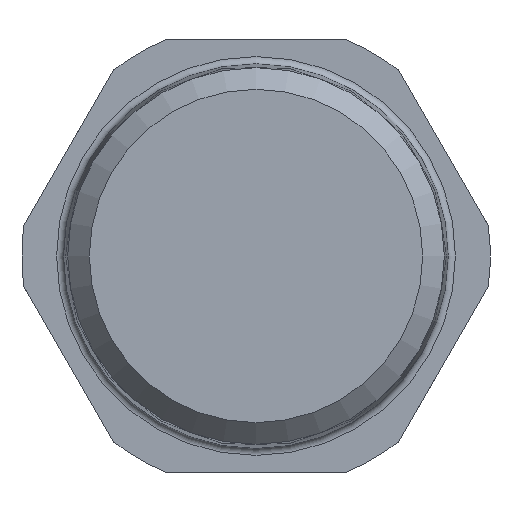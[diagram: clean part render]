
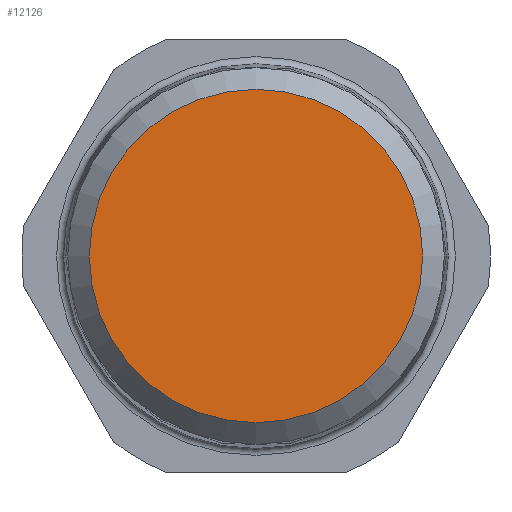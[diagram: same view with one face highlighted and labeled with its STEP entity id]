
A CAD part, left-side view. The second image highlights one B-rep face of the part: STEP entity #12126.
In plain terms, the highlighted planar face has unit normal (-1, 0, 0).
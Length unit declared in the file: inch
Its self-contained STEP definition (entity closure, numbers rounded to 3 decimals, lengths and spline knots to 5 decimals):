
#1417=CIRCLE('',#13298,0.45535);
#1418=CIRCLE('',#13299,0.45535);
#2211=FACE_OUTER_BOUND('',#2904,.T.);
#2904=EDGE_LOOP('',(#11038,#11039));
#5751=VERTEX_POINT('',#24890);
#5752=VERTEX_POINT('',#24891);
#7525=EDGE_CURVE('',#5751,#5752,#1417,.T.);
#7526=EDGE_CURVE('',#5752,#5751,#1418,.T.);
#11038=ORIENTED_EDGE('',*,*,#7525,.F.);
#11039=ORIENTED_EDGE('',*,*,#7526,.F.);
#11490=PLANE('',#13297);
#12126=ADVANCED_FACE('',(#2211),#11490,.T.);
#13297=AXIS2_PLACEMENT_3D('',#24889,#16085,#16086);
#13298=AXIS2_PLACEMENT_3D('',#24892,#16087,#16088);
#13299=AXIS2_PLACEMENT_3D('',#24893,#16089,#16090);
#16085=DIRECTION('center_axis',(-1.,0.,0.));
#16086=DIRECTION('ref_axis',(0.,0.,
-1.));
#16087=DIRECTION('center_axis',(1.,0.,0.));
#16088=DIRECTION('ref_axis',(0.,0.,
1.));
#16089=DIRECTION('center_axis',(1.,0.,0.));
#16090=DIRECTION('ref_axis',(0.,0.,
1.));
#24889=CARTESIAN_POINT('Origin',(-2.14528,-0.45535,0.));
#24890=CARTESIAN_POINT('',(-2.14528,-0.45535,0.));
#24891=CARTESIAN_POINT('',(-2.14528,0.45535,0.));
#24892=CARTESIAN_POINT('Origin',(-2.14528,0.,
0.));
#24893=CARTESIAN_POINT('Origin',(-2.14528,0.,
0.));
